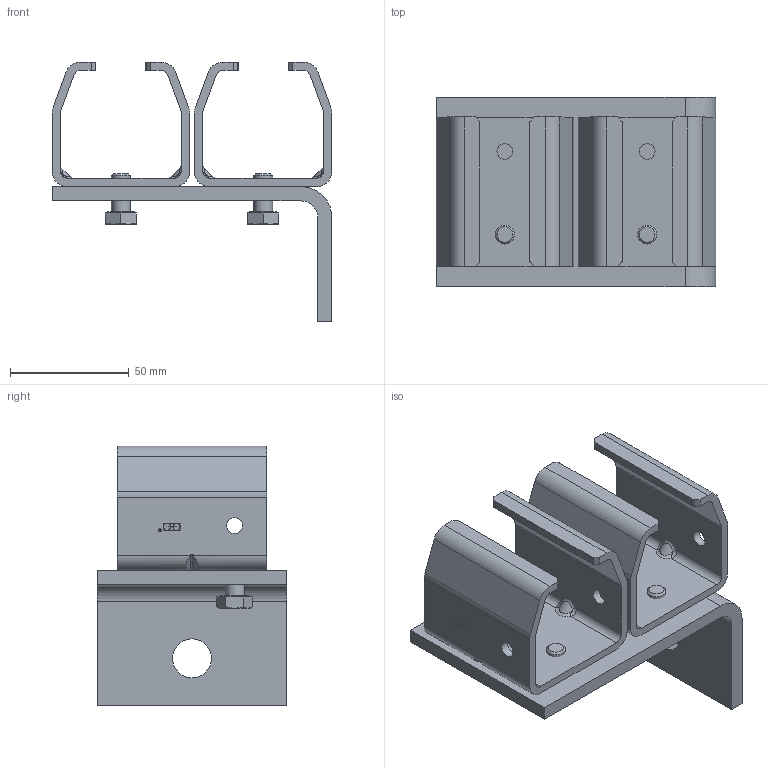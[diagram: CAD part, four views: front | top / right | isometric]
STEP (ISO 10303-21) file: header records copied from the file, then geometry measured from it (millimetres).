
FILE_DESCRIPTION(/* description */ (''),/* implementation_level */ '2;1');
FILE_NAME(/* name */ '9048V2.stp',/* time_stamp */ '2019-10-14T10:24:14+02:00',/* author */ ('SIMMETF'),/* organization */ (''),/* preprocessor_version */ 'ST-DEVELOPER v17.2',/* originating_system */ 'Autodesk Inventor 2019',/* authorisation */ '');
FILE_SCHEMA (('AUTOMOTIVE_DESIGN { 1 0 10303 214 3 1 1 }'));
Length unit declared in the file: millimetre
Products named in the file (4): 9048V2; 17188; 04516; 15699
Assembly tree (5 placements, depth 2):
  9048V2
    17188
    04516  x2
    15699  x2
Bounding box: 118 x 80 x 109.5 mm (x, y, z)
Volume: 152804.7 mm3; surface area: 76774.9 mm2
Topology: 5 solids, 5 shells, 443 faces, 1155 edges, 760 vertices
Faces by surface type: plane 218, bspline 120, cylinder 91, cone 14
Full cylindrical faces by diameter (mm): 1.151 x2, 1.25 x2, 6.647 x8, 8 x2, 11.63 x2, 16.5 x1
Entity records: 7945 total; most frequent: CARTESIAN_POINT 2358, ORIENTED_EDGE 1208, DIRECTION 970, EDGE_CURVE 604, VERTEX_POINT 398, LINE 350, VECTOR 350, AXIS2_PLACEMENT_3D 310
